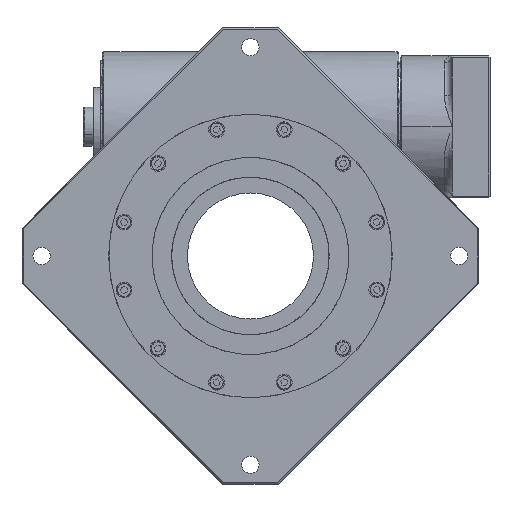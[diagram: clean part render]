
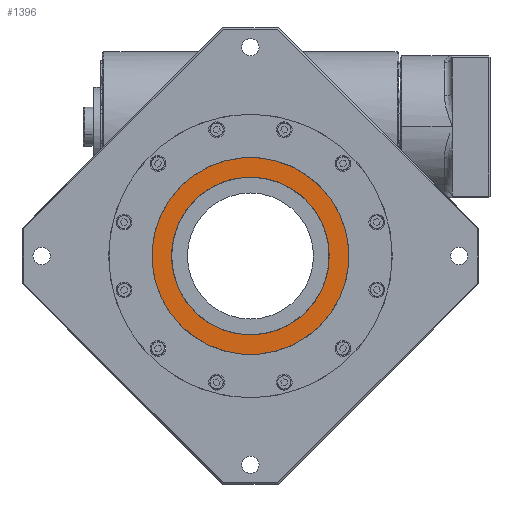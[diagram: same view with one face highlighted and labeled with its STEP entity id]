
A CAD part, front view. The second image highlights one B-rep face of the part: STEP entity #1396.
In plain terms, the highlighted planar face has unit normal (0, -1, 0).
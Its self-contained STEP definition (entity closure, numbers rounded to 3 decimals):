
#1396 = ADVANCED_FACE ( 'NONE', ( #1950, #2437 ), #37478, .T. ) ;
#1950 = FACE_OUTER_BOUND ( 'NONE', #8920, .T. ) ;
#1997 = CIRCLE ( 'NONE', #39274, 50. ) ;
#2113 = DIRECTION ( 'NONE',  ( 0., -1., 0. ) ) ;
#2437 = FACE_BOUND ( 'NONE', #23642, .T. ) ;
#4995 = VERTEX_POINT ( 'NONE', #17902 ) ;
#8252 = ORIENTED_EDGE ( 'NONE', *, *, #39159, .F. ) ;
#8348 = DIRECTION ( 'NONE',  ( 0., -1., 0. ) ) ;
#8920 = EDGE_LOOP ( 'NONE', ( #19876, #44446 ) ) ;
#10495 = CARTESIAN_POINT ( 'NONE',  ( 51.127, 1., 35.948 ) ) ;
#11399 = CARTESIAN_POINT ( 'NONE',  ( 35.948, 1., -51.127 ) ) ;
#14002 = DIRECTION ( 'NONE',  ( -0.575, 0., 0.818 ) ) ;
#15938 = CARTESIAN_POINT ( 'NONE',  ( 0., 1., 0. ) ) ;
#15977 = VERTEX_POINT ( 'NONE', #21844 ) ;
#17474 = DIRECTION ( 'NONE',  ( 0., -1., 0. ) ) ;
#17744 = DIRECTION ( 'NONE',  ( 0., -1., 0. ) ) ;
#17902 = CARTESIAN_POINT ( 'NONE',  ( -35.948, 1., 51.127 ) ) ;
#18933 = CARTESIAN_POINT ( 'NONE',  ( 0., 1., 0. ) ) ;
#18972 = VERTEX_POINT ( 'NONE', #11399 ) ;
#19876 = ORIENTED_EDGE ( 'NONE', *, *, #48529, .T. ) ;
#21844 = CARTESIAN_POINT ( 'NONE',  ( 28.758, 1., -40.902 ) ) ;
#21846 = EDGE_CURVE ( 'NONE', #18972, #4995, #39335, .T. ) ;
#23642 = EDGE_LOOP ( 'NONE', ( #41124, #8252 ) ) ;
#26725 = DIRECTION ( 'NONE',  ( 0., -1., 0. ) ) ;
#28938 = DIRECTION ( 'NONE',  ( -0.575, 0., 0.818 ) ) ;
#30648 = AXIS2_PLACEMENT_3D ( 'NONE', #10495, #17744, #33603 ) ;
#31192 = CARTESIAN_POINT ( 'NONE',  ( 0., 1., 0. ) ) ;
#32875 = EDGE_CURVE ( 'NONE', #39314, #15977, #1997, .T. ) ;
#33603 = DIRECTION ( 'NONE',  ( -0.575, 0., 0.818 ) ) ;
#34096 = CARTESIAN_POINT ( 'NONE',  ( -28.758, 1., 40.902 ) ) ;
#37478 = PLANE ( 'NONE',  #30648 ) ;
#39159 = EDGE_CURVE ( 'NONE', #15977, #39314, #40354, .T. ) ;
#39207 = DIRECTION ( 'NONE',  ( -0.575, 0., 0.818 ) ) ;
#39274 = AXIS2_PLACEMENT_3D ( 'NONE', #31192, #8348, #39207 ) ;
#39314 = VERTEX_POINT ( 'NONE', #34096 ) ;
#39335 = CIRCLE ( 'NONE', #43452, 62.5 ) ;
#40354 = CIRCLE ( 'NONE', #46110, 50. ) ;
#41124 = ORIENTED_EDGE ( 'NONE', *, *, #32875, .F. ) ;
#42508 = DIRECTION ( 'NONE',  ( -0.575, 0., 0.818 ) ) ;
#43452 = AXIS2_PLACEMENT_3D ( 'NONE', #46431, #2113, #14002 ) ;
#44446 = ORIENTED_EDGE ( 'NONE', *, *, #21846, .T. ) ;
#46110 = AXIS2_PLACEMENT_3D ( 'NONE', #15938, #17474, #28938 ) ;
#46431 = CARTESIAN_POINT ( 'NONE',  ( 0., 1., 0. ) ) ;
#46552 = CIRCLE ( 'NONE', #50703, 62.5 ) ;
#48529 = EDGE_CURVE ( 'NONE', #4995, #18972, #46552, .T. ) ;
#50703 = AXIS2_PLACEMENT_3D ( 'NONE', #18933, #26725, #42508 ) ;
